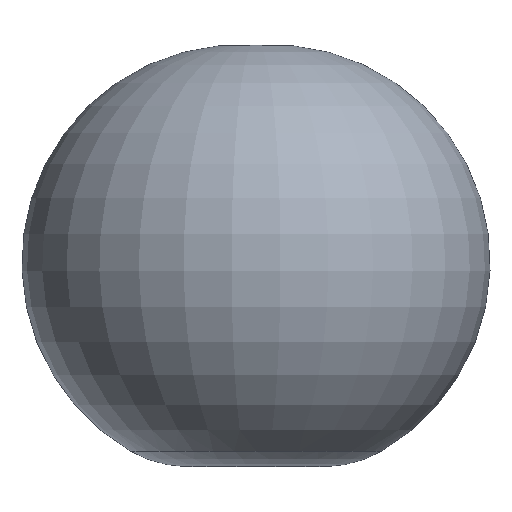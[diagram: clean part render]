
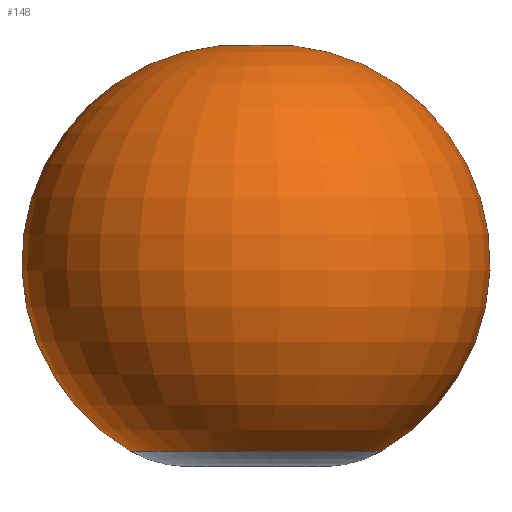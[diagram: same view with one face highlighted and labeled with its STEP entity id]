
A CAD part, left-side view. The second image highlights one B-rep face of the part: STEP entity #148.
In plain terms, the highlighted toroidal (fillet/blend) face has major radius 175 mm and minor radius 2325.5 mm.
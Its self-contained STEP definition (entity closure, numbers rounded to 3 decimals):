
#5 = ORIENTED_EDGE ( 'NONE', *, *, #179, .F. ) ;
#32 = ORIENTED_EDGE ( 'NONE', *, *, #144, .F. ) ;
#46 = AXIS2_PLACEMENT_3D ( 'NONE', #232, #115, #73 ) ;
#67 = CARTESIAN_POINT ( 'NONE',  ( 0., -1337.75, -1518.942 ) ) ;
#68 = EDGE_LOOP ( 'NONE', ( #32, #168, #5 ) ) ;
#69 = DIRECTION ( 'NONE',  ( 0., 0., -1. ) ) ;
#73 = DIRECTION ( 'NONE',  ( 0., 1., 0. ) ) ;
#74 = VERTEX_POINT ( 'NONE', #178 ) ;
#75 = VERTEX_POINT ( 'NONE', #67 ) ;
#104 = CARTESIAN_POINT ( 'NONE',  ( 0., 175., 495. ) ) ;
#108 = DIRECTION ( 'NONE',  ( 0., 0., -1. ) ) ;
#109 = DIRECTION ( 'NONE',  ( 0., 1., 0. ) ) ;
#111 = DIRECTION ( 'NONE',  ( -1., 0., 0. ) ) ;
#112 = DIRECTION ( 'NONE',  ( 0., 0., 1. ) ) ;
#115 = DIRECTION ( 'NONE',  ( 1., 0., 0. ) ) ;
#129 = AXIS2_PLACEMENT_3D ( 'NONE', #176, #108, #109 ) ;
#131 = CARTESIAN_POINT ( 'NONE',  ( 0., 0., 495. ) ) ;
#135 = AXIS2_PLACEMENT_3D ( 'NONE', #104, #111, #112 ) ;
#137 = CARTESIAN_POINT ( 'NONE',  ( 0., 0., 2813.906 ) ) ;
#144 = EDGE_CURVE ( 'NONE', #195, #75, #201, .T. ) ;
#145 = AXIS2_PLACEMENT_3D ( 'NONE', #131, #69, #227 ) ;
#148 = ADVANCED_FACE ( 'NONE', ( #170 ), #206, .T. ) ;
#154 = EDGE_CURVE ( 'NONE', #195, #74, #163, .T. ) ;
#163 = CIRCLE ( 'NONE', #135, 2325.5 ) ;
#168 = ORIENTED_EDGE ( 'NONE', *, *, #154, .T. ) ;
#170 = FACE_OUTER_BOUND ( 'NONE', #68, .T. ) ;
#176 = CARTESIAN_POINT ( 'NONE',  ( 0., 0., -1518.942 ) ) ;
#178 = CARTESIAN_POINT ( 'NONE',  ( 0., 1337.75, -1518.942 ) ) ;
#179 = EDGE_CURVE ( 'NONE', #75, #74, #187, .T. ) ;
#187 = CIRCLE ( 'NONE', #129, 1337.75 ) ;
#195 = VERTEX_POINT ( 'NONE', #137 ) ;
#201 = CIRCLE ( 'NONE', #46, 2325.5 ) ;
#206 = TOROIDAL_SURFACE ( 'NONE', #145, 175., 2325.5 ) ;
#227 = DIRECTION ( 'NONE',  ( 0., 1., 0. ) ) ;
#232 = CARTESIAN_POINT ( 'NONE',  ( 0., -175., 495. ) ) ;
